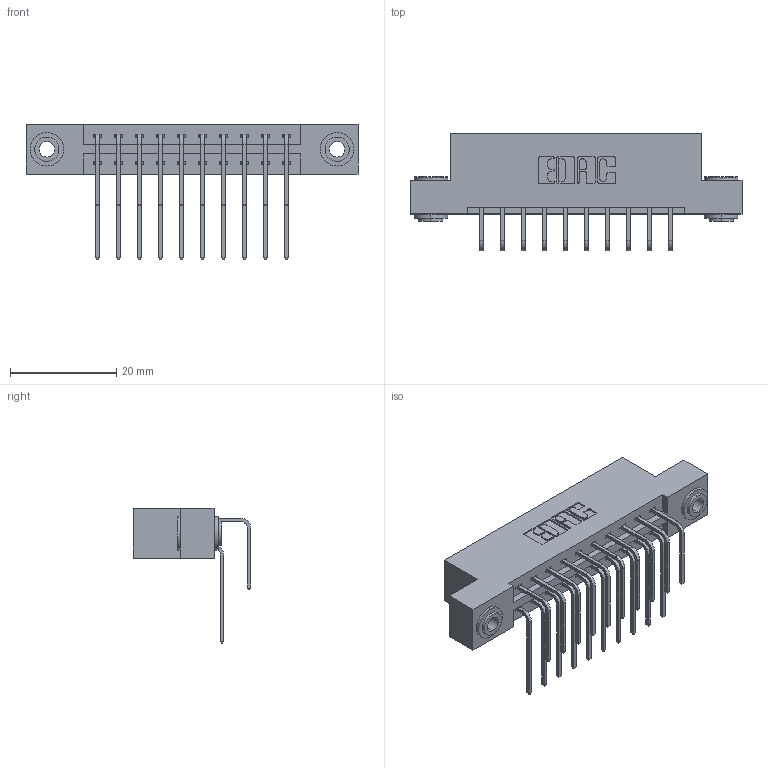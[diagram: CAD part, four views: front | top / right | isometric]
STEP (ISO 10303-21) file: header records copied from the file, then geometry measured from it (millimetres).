
FILE_DESCRIPTION (( 'STEP AP203' ), '1' );
FILE_NAME ('387-020-558-203.STEP', '2019-10-16T15:56:25', ( '' ), ( '' ), 'SwSTEP 2.0', 'SolidWorks 2016', '' );
FILE_SCHEMA (( 'CONFIG_CONTROL_DESIGN' ));
Length unit declared in the file: inch
Products named in the file (5): 345-292-001_558 Tail - 2; 345-292-001_558 559 Tail - 1; 387-020-558-203; 337 Part_Flush Mounting Lugs - 0.156 Dia-TH; 345-250-002_345-250-002-102
Assembly tree (23 placements, depth 2):
  387-020-558-203
    337 Part_Flush Mounting Lugs - 0.156 Dia-TH
    345-292-001_558 559 Tail - 1  x10
    345-292-001_558 Tail - 2  x10
    345-250-002_345-250-002-102  x2
Bounding box: 62.64 x 22.17 x 25.53 mm (x, y, z)
Volume: 6309.9 mm3; surface area: 7626.3 mm2
Topology: 23 solids, 23 shells, 1272 faces, 3727 edges, 2454 vertices
Faces by surface type: plane 880, cylinder 384, cone 8
Entity records: 14326 total; most frequent: CARTESIAN_POINT 2460, ORIENTED_EDGE 2338, DIRECTION 2167, EDGE_CURVE 1169, VECTOR 977, LINE 977, VERTEX_POINT 774, AXIS2_PLACEMENT_3D 595
